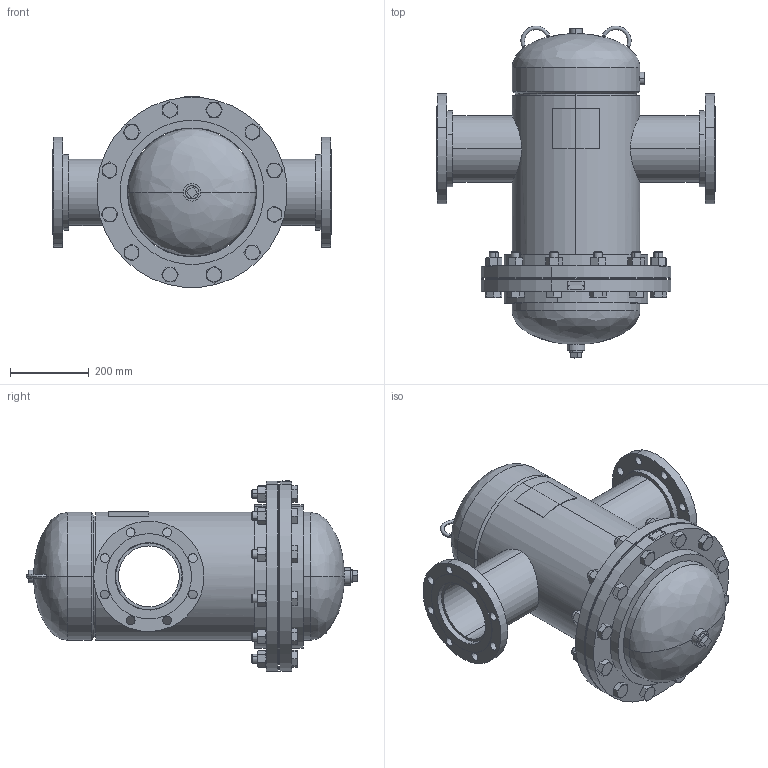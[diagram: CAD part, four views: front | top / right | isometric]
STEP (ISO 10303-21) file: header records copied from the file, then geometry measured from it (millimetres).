
FILE_DESCRIPTION (( 'STEP AP203' ), '1' );
FILE_NAME ('WVAD-6.STEP', '2021-03-11T18:42:34', ( '' ), ( '' ), 'SwSTEP 2.0', 'SolidWorks 2021', '' );
FILE_SCHEMA (( 'CONFIG_CONTROL_DESIGN' ));
Length unit declared in the file: inch
Products named in the file (17): 9201580; 99P3265_25.75; PLUGS_9500150; Garlock F.F. Gaskets 150# .0625 tk_9471012; 9461090; 9500030; 9461120; 9500050; 99M3580_19; WVAD-6; 9600830_12.75" VERT; 9301110_8.625; 9400527; 9800604_9800606; 9800635_9800635; 9400540
Assembly tree (43 placements, depth 2):
  WVAD-6
    99P3265_25.75
    9201580
    9201580
    9500030  x2
    9500050
    PLUGS_9500150
    9301110_8.625  x2
    9461090  x2
    9461120  x2
    Garlock F.F. Gaskets 150# .0625 tk_9471012
    9800604_9800606  x12
    9800635_9800635  x12
    9400540  x2
    9400527
    99M3580_19
    9600830_12.75" VERT
Bounding box: 704.85 x 840.79 x 482.47 mm (x, y, z)
Volume: 18617299.9 mm3; surface area: 3475275.7 mm2
Topology: 43 solids, 43 shells, 853 faces, 1908 edges, 1164 vertices
Faces by surface type: cone 298, cylinder 270, plane 265, bspline 16, torus 4
Entity records: 12541 total; most frequent: CARTESIAN_POINT 3790, DIRECTION 1382, ORIENTED_EDGE 1196, EDGE_CURVE 598, AXIS2_PLACEMENT_3D 592, VERTEX_POINT 386, EDGE_LOOP 350, CIRCLE 312
